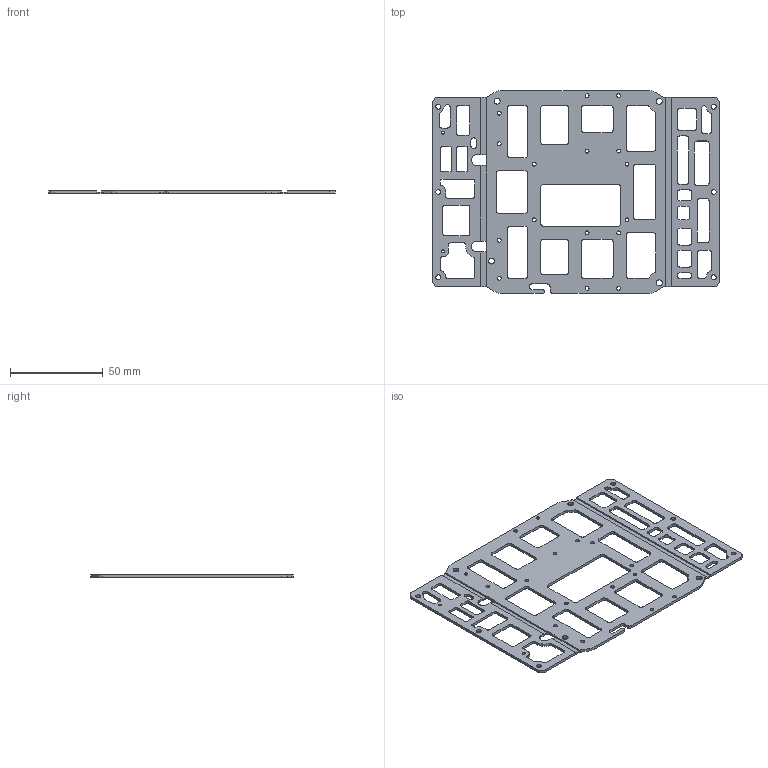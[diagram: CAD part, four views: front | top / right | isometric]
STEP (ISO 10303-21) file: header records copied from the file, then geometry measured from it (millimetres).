
FILE_DESCRIPTION(/* description */ (''),/* implementation_level */ '2;1');
FILE_NAME(/* name */ '5_PR13_B01_FRM_PCB_MAIN_B.step',/* time_stamp */ '2011-05-25T17:23:27-04:00',/* author */ (''),/* organization */ (''),/* preprocessor_version */ 'ST-DEVELOPER v11',/* originating_system */ 'SIEMENS PLM Software NX 7.0',/* authorisation */ '');
FILE_SCHEMA (('AUTOMOTIVE_DESIGN { 1 0 10303 214 1 1 1 1 }'));
Length unit declared in the file: millimetre
Products named in the file (1): 5_PR13_B01_FRM_PCB_MAIN_B
Bounding box: 154.53 x 109.2 x 1.5 mm (x, y, z)
Volume: 14196.3 mm3; surface area: 23423.1 mm2
Topology: 1 solids, 1 shells, 438 faces, 1266 edges, 826 vertices
Faces by surface type: cylinder 213, plane 189, cone 36
Entity records: 14748 total; most frequent: DIRECTION 2610, ORIENTED_EDGE 2532, CARTESIAN_POINT 2531, EDGE_CURVE 1266, AXIS2_PLACEMENT_3D 905, VERTEX_POINT 826, LINE 800, VECTOR 800
